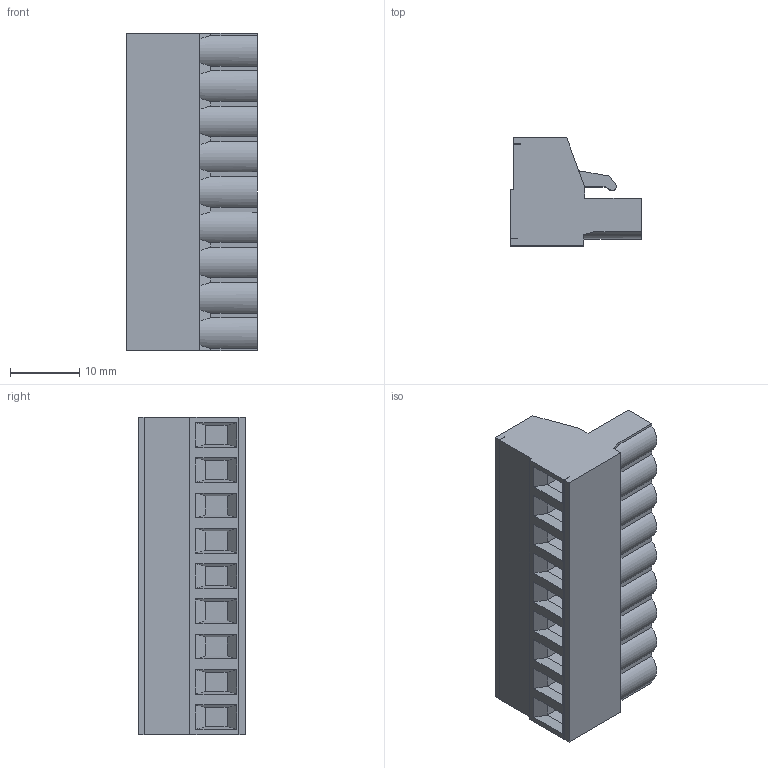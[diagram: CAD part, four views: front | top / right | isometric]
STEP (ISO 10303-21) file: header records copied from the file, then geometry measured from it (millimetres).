
FILE_DESCRIPTION( ( 'STEP AP214' ), '1' );
FILE_NAME( ' ', ' ', ( ' ' ), ( ' ' ), 'PSStep 11.0', 'VISI 17.0', ' ' );
FILE_SCHEMA( ( 'AUTOMOTIVE_DESIGN { 1 0 10303 214 1 1 1 1 }' ) );
Length unit declared in the file: millimetre
Products named in the file (1): 1
Bounding box: 18.85 x 15.5 x 45.72 mm (x, y, z)
Volume: 7879.1 mm3; surface area: 5224.5 mm2
Topology: 1 solids, 1 shells, 315 faces, 800 edges, 523 vertices
Faces by surface type: plane 268, cylinder 38, cone 9
Full cylindrical faces by diameter (mm): 1.6 x9, 3.8 x9, 4 x9
Entity records: 11490 total; most frequent: CARTESIAN_POINT 1549, DIRECTION 1499, ORIENTED_EDGE 1474, EDGE_CURVE 737, LINE 607, VECTOR 607, VERTEX_POINT 496, AXIS2_PLACEMENT_3D 446
